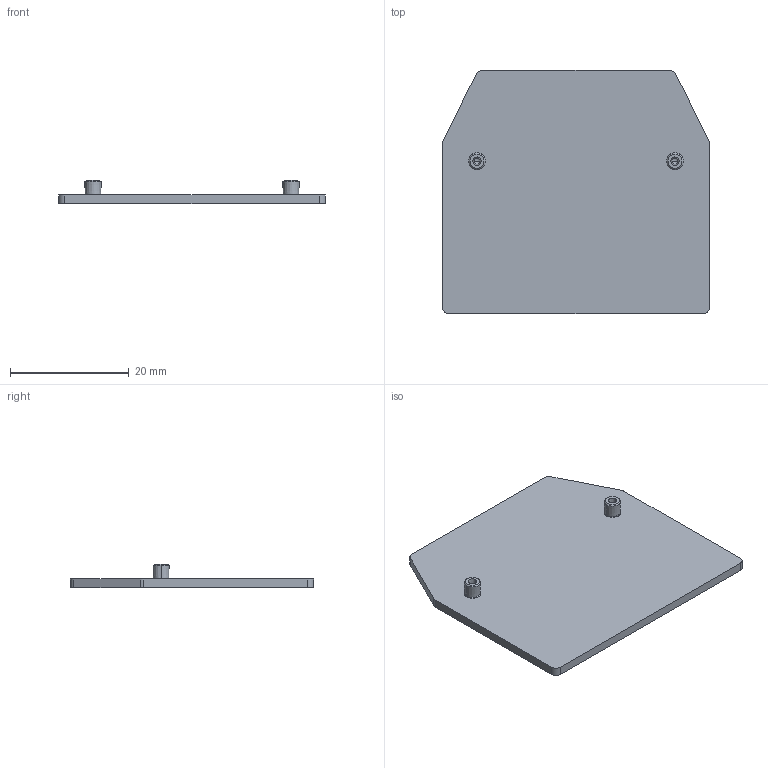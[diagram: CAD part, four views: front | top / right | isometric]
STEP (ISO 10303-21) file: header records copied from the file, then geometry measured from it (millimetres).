
FILE_DESCRIPTION((''),'2;1');
FILE_NAME('42164_EB10','2010-04-12T',('EJVarlan'),('Rockwell Automation'),'PRO/ENGINEER BY PARAMETRIC TECHNOLOGY CORPORATION, 2007390','PRO/ENGINEER BY PARAMETRIC TECHNOLOGY CORPORATION, 2007390','');
FILE_SCHEMA(('CONFIG_CONTROL_DESIGN'));
Length unit declared in the file: millimetre
Products named in the file (1): 42164_EB10
Bounding box: 45 x 41 x 4 mm (x, y, z)
Volume: 2682.4 mm3; surface area: 3840.8 mm2
Topology: 1 solids, 1 shells, 36 faces, 84 edges, 50 vertices
Faces by surface type: cone 16, plane 10, cylinder 6, sphere 4
Entity records: 1042 total; most frequent: DIRECTION 192, CARTESIAN_POINT 166, ORIENTED_EDGE 160, EDGE_CURVE 80, AXIS2_PLACEMENT_3D 76, VERTEX_POINT 50, VECTOR 40, LINE 40
